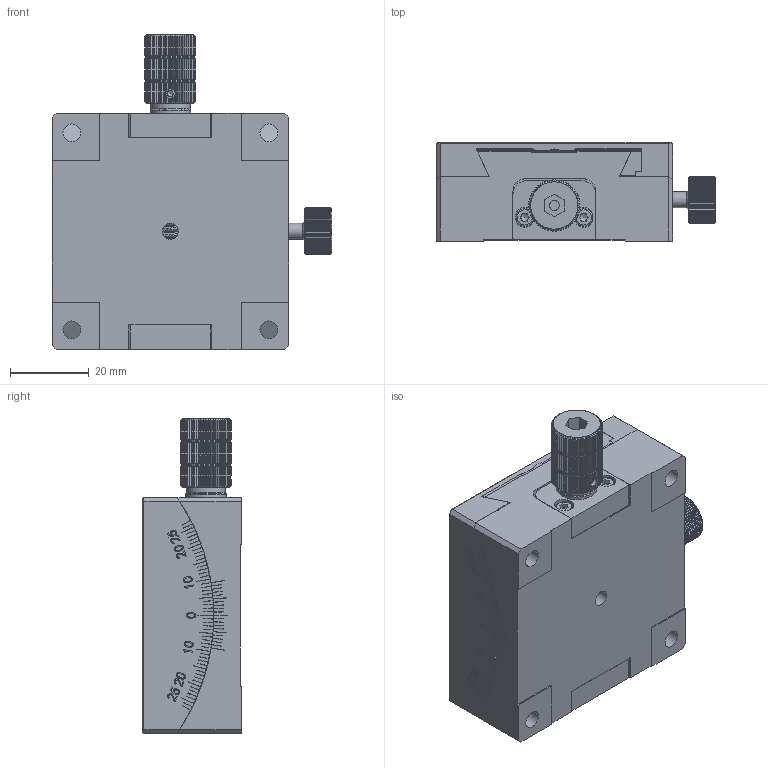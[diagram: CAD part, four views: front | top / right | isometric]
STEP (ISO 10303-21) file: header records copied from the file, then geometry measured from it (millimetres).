
FILE_DESCRIPTION (( 'STEP AP203' ), '1' );
FILE_NAME ('528950.STEP', '2024-11-12T01:46:50', ( 'Windows User' ), ( 'P R C' ), 'SwSTEP 2.0', 'SolidWorks 2020', '' );
FILE_SCHEMA (( 'CONFIG_CONTROL_DESIGN' ));
Products named in the file (1): 528950
Bounding box: 71 x 25 x 79.95 mm (x, y, z)
Volume: 86727.2 mm3; surface area: 36130.3 mm2
Topology: 18 solids, 18 shells, 1900 faces, 4953 edges, 3130 vertices
Faces by surface type: plane 1060, cylinder 479, cone 284, bspline 77
Full cylindrical faces by diameter (mm): 2.05 x4, 2.1 x1, 2.5 x14, 3 x1, 3.3 x5, 4 x11, 4.5 x8, 6.5 x2, 8 x4, 9 x7, 10 x2, 10.3 x5, 11 x2, 12 x2
Entity records: 68055 total; most frequent: CARTESIAN_POINT 22953, ORIENTED_EDGE 9508, DIRECTION 9083, EDGE_CURVE 4754, AXIS2_PLACEMENT_3D 3209, VERTEX_POINT 3063, LINE 2665, VECTOR 2665
